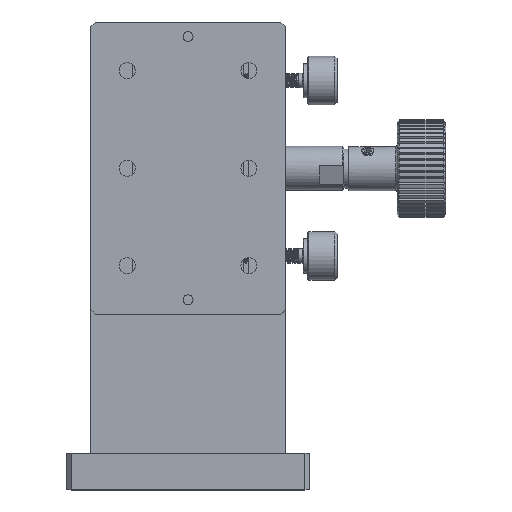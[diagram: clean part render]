
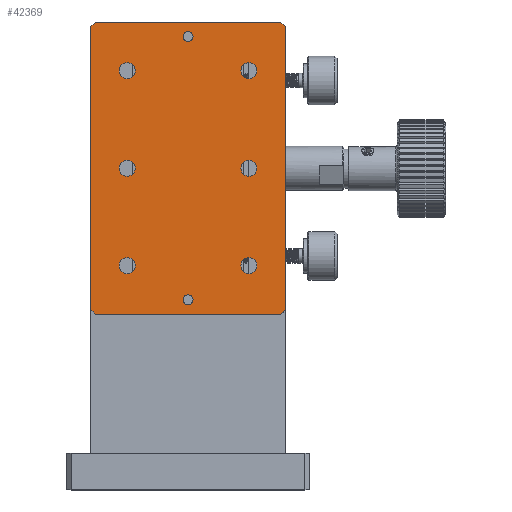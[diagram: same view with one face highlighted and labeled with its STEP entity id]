
A CAD part, top view. The second image highlights one B-rep face of the part: STEP entity #42369.
In plain terms, the highlighted planar face has unit normal (0, 0, 1).
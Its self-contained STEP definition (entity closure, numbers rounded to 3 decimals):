
#1803 = AXIS2_PLACEMENT_3D ( 'NONE', #82844, #22602, #49894 ) ;
#2889 = DIRECTION ( 'NONE',  ( 0., 0., 1. ) ) ;
#3425 = LINE ( 'NONE', #29097, #49690 ) ;
#4251 = VERTEX_POINT ( 'NONE', #89038 ) ;
#4435 = VERTEX_POINT ( 'NONE', #6077 ) ;
#5656 = DIRECTION ( 'NONE',  ( 1., 0., 0. ) ) ;
#6077 = CARTESIAN_POINT ( 'NONE',  ( 40.893, 134.02, 48.61 ) ) ;
#6924 = ORIENTED_EDGE ( 'NONE', *, *, #39350, .F. ) ;
#7141 = VERTEX_POINT ( 'NONE', #93008 ) ;
#7927 = DIRECTION ( 'NONE',  ( -1., 0., 0. ) ) ;
#8557 = LINE ( 'NONE', #109560, #95877 ) ;
#8719 = EDGE_CURVE ( 'NONE', #88624, #88624, #44720, .T. ) ;
#9025 = CIRCLE ( 'NONE', #87370, 1.65 ) ;
#9056 = VECTOR ( 'NONE', #59141, 1000. ) ;
#9748 = EDGE_LOOP ( 'NONE', ( #64609 ) ) ;
#10863 = ORIENTED_EDGE ( 'NONE', *, *, #57087, .F. ) ;
#11207 = EDGE_CURVE ( 'NONE', #22180, #19973, #8557, .T. ) ;
#11702 = AXIS2_PLACEMENT_3D ( 'NONE', #79324, #2889, #68213 ) ;
#12092 = CIRCLE ( 'NONE', #26344, 1.025 ) ;
#13982 = VERTEX_POINT ( 'NONE', #101364 ) ;
#14198 = ORIENTED_EDGE ( 'NONE', *, *, #87528, .F. ) ;
#15060 = EDGE_CURVE ( 'NONE', #34629, #4435, #22880, .T. ) ;
#15851 = DIRECTION ( 'NONE',  ( 0.707, -0.707, 0. ) ) ;
#17131 = VERTEX_POINT ( 'NONE', #67383 ) ;
#17803 = LINE ( 'NONE', #60219, #9056 ) ;
#17866 = DIRECTION ( 'NONE',  ( 1., 0., 0. ) ) ;
#18196 = DIRECTION ( 'NONE',  ( 0., 0., 1. ) ) ;
#19399 = EDGE_CURVE ( 'NONE', #64641, #64641, #12092, .T. ) ;
#19817 = FACE_BOUND ( 'NONE', #104310, .T. ) ;
#19973 = VERTEX_POINT ( 'NONE', #106303 ) ;
#21783 = DIRECTION ( 'NONE',  ( 0.707, 0.707, 0. ) ) ;
#21854 = EDGE_LOOP ( 'NONE', ( #6924 ) ) ;
#22180 = VERTEX_POINT ( 'NONE', #43189 ) ;
#22602 = DIRECTION ( 'NONE',  ( 0., 0., -1. ) ) ;
#22880 = LINE ( 'NONE', #48532, #60490 ) ;
#23494 = AXIS2_PLACEMENT_3D ( 'NONE', #70997, #62632, #88827 ) ;
#24756 = CIRCLE ( 'NONE', #69280, 1.65 ) ;
#26344 = AXIS2_PLACEMENT_3D ( 'NONE', #77341, #18196, #69516 ) ;
#26828 = CARTESIAN_POINT ( 'NONE',  ( 21.893, 131.02, 48.61 ) ) ;
#27384 = DIRECTION ( 'NONE',  ( 1., 0., 0. ) ) ;
#27762 = CARTESIAN_POINT ( 'NONE',  ( 40.893, 74.02, 48.61 ) ) ;
#28058 = DIRECTION ( 'NONE',  ( 1., 0., 0. ) ) ;
#28194 = FACE_BOUND ( 'NONE', #21854, .T. ) ;
#29097 = CARTESIAN_POINT ( 'NONE',  ( 1.893, 74.02, 48.61 ) ) ;
#29642 = CARTESIAN_POINT ( 'NONE',  ( 34.393, 104.02, 48.61 ) ) ;
#30571 = CARTESIAN_POINT ( 'NONE',  ( 41.893, 75.02, 48.61 ) ) ;
#30600 = VERTEX_POINT ( 'NONE', #56265 ) ;
#30651 = EDGE_CURVE ( 'NONE', #30600, #30600, #69838, .T. ) ;
#30705 = LINE ( 'NONE', #98193, #68278 ) ;
#31995 = CARTESIAN_POINT ( 'NONE',  ( 41.893, 133.02, 48.61 ) ) ;
#33884 = CARTESIAN_POINT ( 'NONE',  ( 11.043, 84.02, 48.61 ) ) ;
#34010 = CARTESIAN_POINT ( 'NONE',  ( 40.893, 74.02, 48.61 ) ) ;
#34629 = VERTEX_POINT ( 'NONE', #40744 ) ;
#34747 = VERTEX_POINT ( 'NONE', #34010 ) ;
#35058 = EDGE_LOOP ( 'NONE', ( #43112 ) ) ;
#35518 = EDGE_CURVE ( 'NONE', #34747, #19973, #17803, .T. ) ;
#37864 = CARTESIAN_POINT ( 'NONE',  ( 11.043, 124.02, 48.61 ) ) ;
#38226 = FACE_OUTER_BOUND ( 'NONE', #101976, .T. ) ;
#38294 = EDGE_LOOP ( 'NONE', ( #102514 ) ) ;
#38821 = VERTEX_POINT ( 'NONE', #107984 ) ;
#39350 = EDGE_CURVE ( 'NONE', #17131, #17131, #24756, .T. ) ;
#39410 = DIRECTION ( 'NONE',  ( 0., -1., 0. ) ) ;
#39743 = EDGE_CURVE ( 'NONE', #22180, #13982, #3425, .T. ) ;
#40744 = CARTESIAN_POINT ( 'NONE',  ( 2.893, 134.02, 48.61 ) ) ;
#41428 = EDGE_LOOP ( 'NONE', ( #10863 ) ) ;
#42175 = VECTOR ( 'NONE', #61804, 1000. ) ;
#42369 = ADVANCED_FACE ( 'NONE', ( #38226, #104599, #28194, #81175, #62235, #96231, #19817, #87879, #83383 ), #91202, .F. ) ;
#43112 = ORIENTED_EDGE ( 'NONE', *, *, #100488, .F. ) ;
#43189 = CARTESIAN_POINT ( 'NONE',  ( 1.893, 75.02, 48.61 ) ) ;
#44111 = DIRECTION ( 'NONE',  ( 0., 0., 1. ) ) ;
#44720 = CIRCLE ( 'NONE', #96421, 1.65 ) ;
#45244 = EDGE_LOOP ( 'NONE', ( #14198 ) ) ;
#45955 = EDGE_CURVE ( 'NONE', #7141, #7141, #66704, .T. ) ;
#46945 = CARTESIAN_POINT ( 'NONE',  ( 34.393, 124.02, 48.61 ) ) ;
#47668 = ORIENTED_EDGE ( 'NONE', *, *, #39743, .F. ) ;
#47784 = CARTESIAN_POINT ( 'NONE',  ( 41.893, 74.02, 48.61 ) ) ;
#48532 = CARTESIAN_POINT ( 'NONE',  ( 1.893, 134.02, 48.61 ) ) ;
#48673 = ORIENTED_EDGE ( 'NONE', *, *, #45955, .F. ) ;
#49273 = EDGE_CURVE ( 'NONE', #34747, #69863, #69611, .T. ) ;
#49690 = VECTOR ( 'NONE', #63137, 1000. ) ;
#49894 = DIRECTION ( 'NONE',  ( -1., 0., 0. ) ) ;
#53074 = DIRECTION ( 'NONE',  ( 0., 0., 1. ) ) ;
#54937 = ORIENTED_EDGE ( 'NONE', *, *, #11207, .T. ) ;
#55061 = ORIENTED_EDGE ( 'NONE', *, *, #78094, .F. ) ;
#55320 = DIRECTION ( 'NONE',  ( 0., 0., 1. ) ) ;
#56265 = CARTESIAN_POINT ( 'NONE',  ( 11.043, 104.02, 48.61 ) ) ;
#56860 = ORIENTED_EDGE ( 'NONE', *, *, #76851, .F. ) ;
#57087 = EDGE_CURVE ( 'NONE', #91929, #91929, #70511, .T. ) ;
#57541 = AXIS2_PLACEMENT_3D ( 'NONE', #26828, #94331, #7927 ) ;
#59141 = DIRECTION ( 'NONE',  ( -1., 0., 0. ) ) ;
#60219 = CARTESIAN_POINT ( 'NONE',  ( 1.893, 74.02, 48.61 ) ) ;
#60280 = CARTESIAN_POINT ( 'NONE',  ( 9.393, 124.02, 48.61 ) ) ;
#60490 = VECTOR ( 'NONE', #28058, 1000. ) ;
#61173 = VECTOR ( 'NONE', #39410, 1000. ) ;
#61804 = DIRECTION ( 'NONE',  ( 0.707, 0.707, 0. ) ) ;
#62235 = FACE_BOUND ( 'NONE', #41428, .T. ) ;
#62632 = DIRECTION ( 'NONE',  ( 0., 0., 1. ) ) ;
#63137 = DIRECTION ( 'NONE',  ( 0., 1., 0. ) ) ;
#64609 = ORIENTED_EDGE ( 'NONE', *, *, #30651, .F. ) ;
#64641 = VERTEX_POINT ( 'NONE', #89740 ) ;
#65534 = EDGE_LOOP ( 'NONE', ( #48673 ) ) ;
#66076 = ORIENTED_EDGE ( 'NONE', *, *, #35518, .F. ) ;
#66704 = CIRCLE ( 'NONE', #77320, 1.65 ) ;
#67383 = CARTESIAN_POINT ( 'NONE',  ( 36.043, 104.02, 48.61 ) ) ;
#68213 = DIRECTION ( 'NONE',  ( 1., 0., 0. ) ) ;
#68278 = VECTOR ( 'NONE', #21783, 1000. ) ;
#69280 = AXIS2_PLACEMENT_3D ( 'NONE', #29642, #53074, #72054 ) ;
#69516 = DIRECTION ( 'NONE',  ( -1., 0., 0. ) ) ;
#69611 = LINE ( 'NONE', #27762, #42175 ) ;
#69838 = CIRCLE ( 'NONE', #23494, 1.65 ) ;
#69863 = VERTEX_POINT ( 'NONE', #30571 ) ;
#70511 = CIRCLE ( 'NONE', #11702, 1.65 ) ;
#70997 = CARTESIAN_POINT ( 'NONE',  ( 9.393, 104.02, 48.61 ) ) ;
#72054 = DIRECTION ( 'NONE',  ( 1., 0., 0. ) ) ;
#73849 = LINE ( 'NONE', #90569, #82478 ) ;
#76851 = EDGE_CURVE ( 'NONE', #13982, #34629, #30705, .T. ) ;
#77320 = AXIS2_PLACEMENT_3D ( 'NONE', #87618, #44111, #27384 ) ;
#77341 = CARTESIAN_POINT ( 'NONE',  ( 21.893, 77.02, 48.61 ) ) ;
#78094 = EDGE_CURVE ( 'NONE', #85257, #69863, #90186, .T. ) ;
#79324 = CARTESIAN_POINT ( 'NONE',  ( 9.393, 84.02, 48.61 ) ) ;
#81175 = FACE_BOUND ( 'NONE', #65534, .T. ) ;
#81540 = ORIENTED_EDGE ( 'NONE', *, *, #49273, .T. ) ;
#82478 = VECTOR ( 'NONE', #107300, 1000. ) ;
#82844 = CARTESIAN_POINT ( 'NONE',  ( 1.893, 74.02, 48.61 ) ) ;
#83383 = FACE_BOUND ( 'NONE', #35058, .T. ) ;
#85257 = VERTEX_POINT ( 'NONE', #31995 ) ;
#87370 = AXIS2_PLACEMENT_3D ( 'NONE', #46945, #55320, #5656 ) ;
#87528 = EDGE_CURVE ( 'NONE', #38821, #38821, #9025, .T. ) ;
#87618 = CARTESIAN_POINT ( 'NONE',  ( 34.393, 84.02, 48.61 ) ) ;
#87879 = FACE_BOUND ( 'NONE', #38294, .T. ) ;
#88624 = VERTEX_POINT ( 'NONE', #37864 ) ;
#88698 = ORIENTED_EDGE ( 'NONE', *, *, #8719, .F. ) ;
#88827 = DIRECTION ( 'NONE',  ( 1., 0., 0. ) ) ;
#89038 = CARTESIAN_POINT ( 'NONE',  ( 20.868, 131.02, 48.61 ) ) ;
#89740 = CARTESIAN_POINT ( 'NONE',  ( 20.868, 77.02, 48.61 ) ) ;
#90186 = LINE ( 'NONE', #47784, #61173 ) ;
#90569 = CARTESIAN_POINT ( 'NONE',  ( 41.893, 133.02, 48.61 ) ) ;
#91202 = PLANE ( 'NONE',  #1803 ) ;
#91929 = VERTEX_POINT ( 'NONE', #33884 ) ;
#93008 = CARTESIAN_POINT ( 'NONE',  ( 36.043, 84.02, 48.61 ) ) ;
#94282 = DIRECTION ( 'NONE',  ( 0., 0., 1. ) ) ;
#94331 = DIRECTION ( 'NONE',  ( 0., 0., 1. ) ) ;
#95441 = ORIENTED_EDGE ( 'NONE', *, *, #15060, .F. ) ;
#95877 = VECTOR ( 'NONE', #15851, 1000. ) ;
#96231 = FACE_BOUND ( 'NONE', #9748, .T. ) ;
#96421 = AXIS2_PLACEMENT_3D ( 'NONE', #60280, #94282, #17866 ) ;
#98193 = CARTESIAN_POINT ( 'NONE',  ( 1.893, 133.02, 48.61 ) ) ;
#100488 = EDGE_CURVE ( 'NONE', #4251, #4251, #105633, .T. ) ;
#101364 = CARTESIAN_POINT ( 'NONE',  ( 1.893, 133.02, 48.61 ) ) ;
#101976 = EDGE_LOOP ( 'NONE', ( #56860, #47668, #54937, #66076, #81540, #55061, #106240, #95441 ) ) ;
#102311 = EDGE_CURVE ( 'NONE', #4435, #85257, #73849, .T. ) ;
#102514 = ORIENTED_EDGE ( 'NONE', *, *, #19399, .F. ) ;
#104310 = EDGE_LOOP ( 'NONE', ( #88698 ) ) ;
#104599 = FACE_BOUND ( 'NONE', #45244, .T. ) ;
#105633 = CIRCLE ( 'NONE', #57541, 1.025 ) ;
#106240 = ORIENTED_EDGE ( 'NONE', *, *, #102311, .F. ) ;
#106303 = CARTESIAN_POINT ( 'NONE',  ( 2.893, 74.02, 48.61 ) ) ;
#107300 = DIRECTION ( 'NONE',  ( 0.707, -0.707, 0. ) ) ;
#107984 = CARTESIAN_POINT ( 'NONE',  ( 36.043, 124.02, 48.61 ) ) ;
#109560 = CARTESIAN_POINT ( 'NONE',  ( 2.893, 74.02, 48.61 ) ) ;
